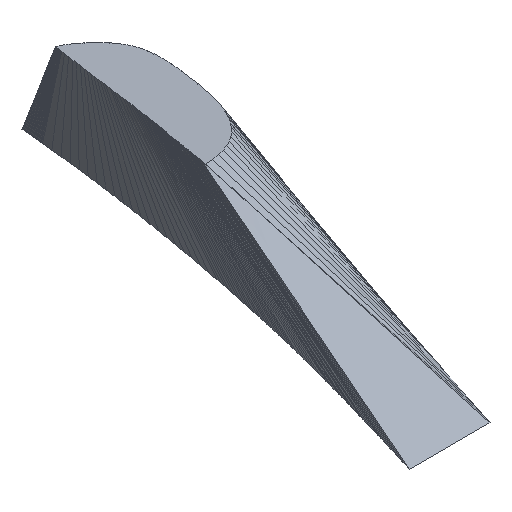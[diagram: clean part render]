
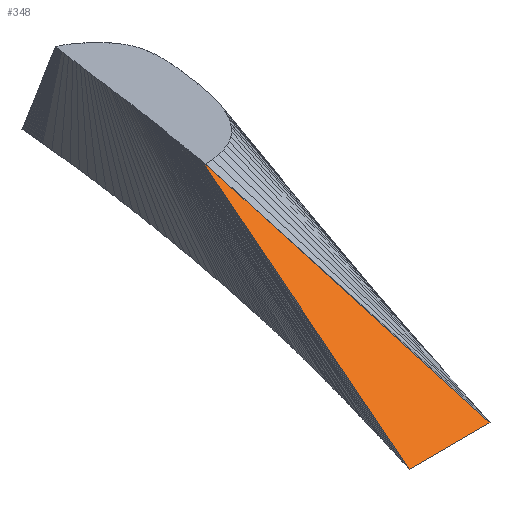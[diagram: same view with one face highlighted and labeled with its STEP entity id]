
A CAD part, isometric view. The second image highlights one B-rep face of the part: STEP entity #348.
In plain terms, the highlighted free-form (B-spline) face has degree [3, 1] with [4, 2] control points.
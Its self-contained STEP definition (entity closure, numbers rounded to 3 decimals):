
#348=ADVANCED_FACE('',(#751),#752,.T.);
#751=FACE_OUTER_BOUND('',#1801,.T.);
#752=B_SPLINE_SURFACE_WITH_KNOTS('',3,1,((#1802,#1803),(#1804,#1805),(#1806,#1807),(#1808,#1809)),.UNSPECIFIED.,.F.,.F.,.F.,(4,4),(2,2),(0.0,1.0),(0.0,1.0),.UNSPECIFIED.);
#1801=EDGE_LOOP('',(#3171,#3172,#3173,#3174,#3175,#3176));
#1802=CARTESIAN_POINT('',(96.508,159.99,0.0));
#1803=CARTESIAN_POINT('',(98.86,169.157,3.0));
#1804=CARTESIAN_POINT('',(97.389,159.992,0.0));
#1805=CARTESIAN_POINT('',(98.855,169.13,3.0));
#1806=CARTESIAN_POINT('',(98.269,159.995,0.0));
#1807=CARTESIAN_POINT('',(98.85,169.102,3.0));
#1808=CARTESIAN_POINT('',(99.15,159.998,0.0));
#1809=CARTESIAN_POINT('',(98.845,169.075,3.0));
#3171=ORIENTED_EDGE('',*,*,#3765,.T.);
#3172=ORIENTED_EDGE('',*,*,#4033,.T.);
#3173=ORIENTED_EDGE('',*,*,#4034,.T.);
#3174=ORIENTED_EDGE('',*,*,#3640,.F.);
#3175=ORIENTED_EDGE('',*,*,#4031,.F.);
#3176=ORIENTED_EDGE('',*,*,#4030,.F.);
#3640=EDGE_CURVE('',#4362,#4364,#4365,.T.);
#3765=EDGE_CURVE('',#4613,#4611,#4614,.T.);
#4030=EDGE_CURVE('',#4613,#4972,#4973,.T.);
#4031=EDGE_CURVE('',#4972,#4362,#4974,.T.);
#4033=EDGE_CURVE('',#4611,#4976,#4977,.T.);
#4034=EDGE_CURVE('',#4976,#4364,#4978,.T.);
#4362=VERTEX_POINT('',#5425);
#4364=VERTEX_POINT('',#5428);
#4365=LINE('',#5429,#5430);
#4611=VERTEX_POINT('',#5813);
#4613=VERTEX_POINT('',#5816);
#4614=B_SPLINE_CURVE_WITH_KNOTS('',3,(#5817,#5818,#5819,#5820,#5821,#5822,#5823,#5824,#5825,#5826,#5827,#5828,#5829,#5830,#5831,#5832,#5833),.UNSPECIFIED.,.F.,.F.,(4,1,1,1,1,1,1,1,1,1,1,1,1,1,4),(0.0,0.198,0.396,0.594,0.792,0.991,1.189,1.387,1.585,1.783,1.981,2.179,2.377,2.509,2.641),.UNSPECIFIED.);
#4972=VERTEX_POINT('',#6370);
#4973=LINE('',#6371,#6372);
#4974=LINE('',#6373,#6374);
#4976=VERTEX_POINT('',#6376);
#4977=LINE('',#6377,#6378);
#4978=LINE('',#6379,#6380);
#5425=CARTESIAN_POINT('',(98.86,169.157,3.0));
#5428=CARTESIAN_POINT('',(98.845,169.075,3.0));
#5429=CARTESIAN_POINT('',(98.86,169.157,3.0));
#5430=VECTOR('',#6753,1.0);
#5813=CARTESIAN_POINT('',(99.15,159.998,0.0));
#5816=CARTESIAN_POINT('',(96.508,159.99,0.0));
#5817=CARTESIAN_POINT('',(96.508,159.99,0.0));
#5818=CARTESIAN_POINT('',(96.574,159.99,0.0));
#5819=CARTESIAN_POINT('',(96.706,159.99,0.0));
#5820=CARTESIAN_POINT('',(96.905,159.991,0.0));
#5821=CARTESIAN_POINT('',(97.103,159.991,0.0));
#5822=CARTESIAN_POINT('',(97.301,159.992,0.0));
#5823=CARTESIAN_POINT('',(97.499,159.993,0.0));
#5824=CARTESIAN_POINT('',(97.697,159.993,0.0));
#5825=CARTESIAN_POINT('',(97.895,159.994,0.0));
#5826=CARTESIAN_POINT('',(98.093,159.994,0.0));
#5827=CARTESIAN_POINT('',(98.291,159.995,0.0));
#5828=CARTESIAN_POINT('',(98.489,159.996,0.0));
#5829=CARTESIAN_POINT('',(98.688,159.996,0.0));
#5830=CARTESIAN_POINT('',(98.864,159.997,0.0));
#5831=CARTESIAN_POINT('',(99.018,159.997,0.0));
#5832=CARTESIAN_POINT('',(99.106,159.997,0.0));
#5833=CARTESIAN_POINT('',(99.15,159.998,0.0));
#6370=CARTESIAN_POINT('',(98.86,169.156,3.));
#6371=CARTESIAN_POINT('',(96.508,159.99,0.0));
#6372=VECTOR('',#7055,9.928);
#6373=CARTESIAN_POINT('',(96.508,159.99,0.0));
#6374=VECTOR('',#7056,9.928);
#6376=CARTESIAN_POINT('',(98.897,167.502,2.48));
#6377=CARTESIAN_POINT('',(99.15,159.998,0.0));
#6378=VECTOR('',#7057,9.565);
#6379=CARTESIAN_POINT('',(99.15,159.998,0.0));
#6380=VECTOR('',#7058,9.565);
#6753=DIRECTION('',(-0.185,-0.983,0.0));
#7055=DIRECTION('',(0.237,0.923,0.302));
#7056=DIRECTION('',(0.237,0.923,0.302));
#7057=DIRECTION('',(-0.032,0.949,0.314));
#7058=DIRECTION('',(-0.032,0.949,0.314));
